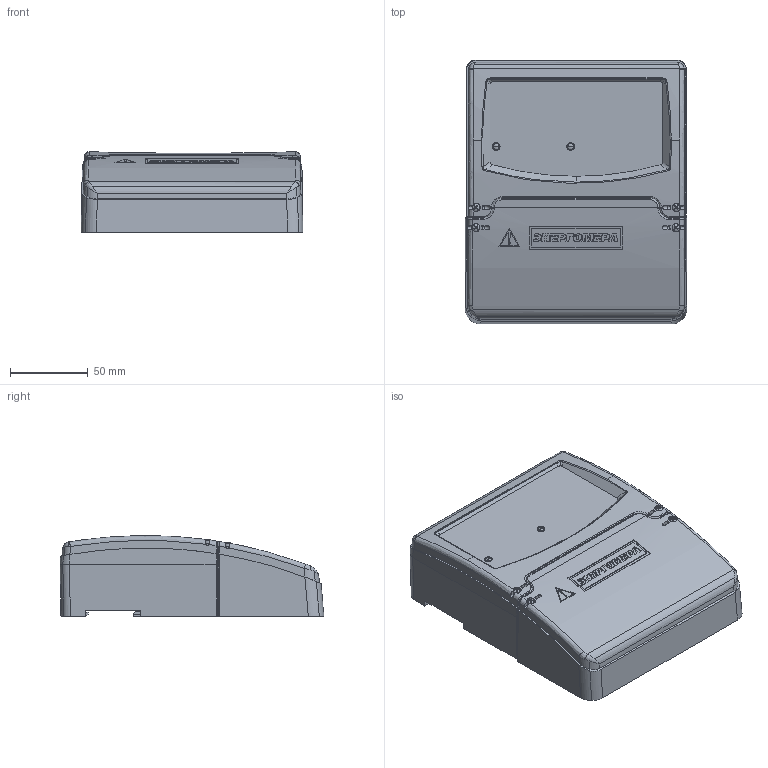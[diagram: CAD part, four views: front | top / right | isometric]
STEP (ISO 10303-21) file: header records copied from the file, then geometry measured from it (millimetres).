
FILE_DESCRIPTION (( 'STEP AP214' ), '1' );
FILE_NAME ('R32.STEP', '2025-02-12T10:11:29', ( '' ), ( '' ), 'SwSTEP 2.0', 'SolidWorks 2019', '' );
FILE_SCHEMA (( 'AUTOMOTIVE_DESIGN' ));
Length unit declared in the file: millimetre
Products named in the file (1): R32
Bounding box: 142.91 x 170 x 51.98 mm (x, y, z)
Volume: 216670.8 mm3; surface area: 194129.9 mm2
Topology: 10 solids, 10 shells, 1947 faces, 5457 edges, 3544 vertices
Faces by surface type: plane 1083, cylinder 628, torus 116, bspline 57, sphere 34, cone 29
Entity records: 77946 total; most frequent: CARTESIAN_POINT 30408, ORIENTED_EDGE 10850, DIRECTION 8833, EDGE_CURVE 5425, VERTEX_POINT 3536, LINE 3019, VECTOR 3019, AXIS2_PLACEMENT_3D 2907
